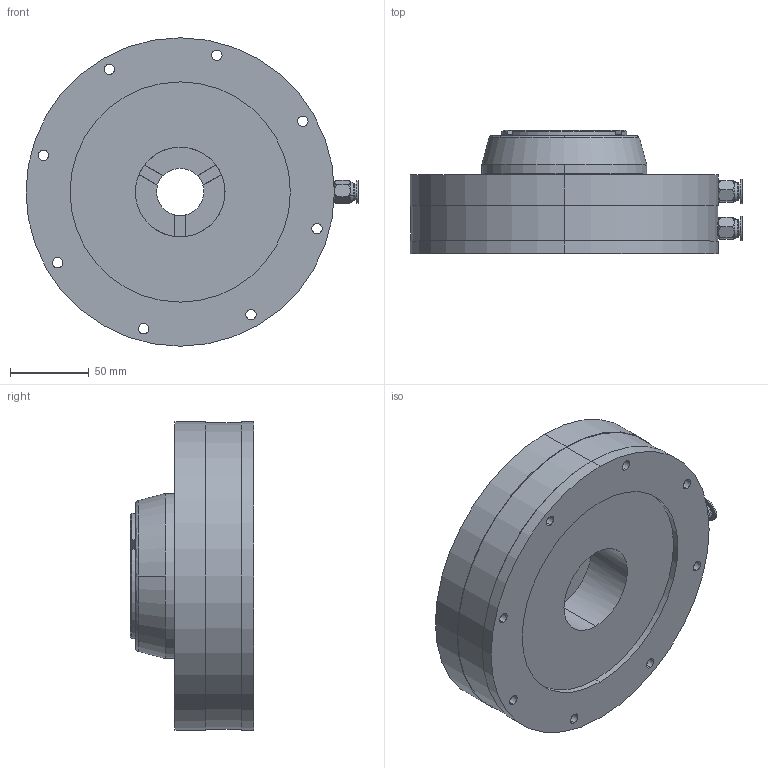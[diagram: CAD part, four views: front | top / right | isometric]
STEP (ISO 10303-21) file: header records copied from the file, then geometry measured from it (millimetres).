
FILE_DESCRIPTION (( 'STEP AP214' ), '1' );
FILE_NAME ('GCB-42R.STEP', '2023-08-26T03:27:51', ( '' ), ( '' ), 'SwSTEP 2.0', 'SolidWorks 2023', '' );
FILE_SCHEMA (( 'AUTOMOTIVE_DESIGN' ));
Length unit declared in the file: millimetre
Products named in the file (4): GCB-42R(1).STEP; GCB-42R; 气孔接头  .STEP; GCB-42R-(20230727).STEP
Assembly tree (4 placements, depth 3):
  GCB-42R
    GCB-42R(1).STEP
      GCB-42R-(20230727).STEP
      气孔接头  .STEP  x2
Bounding box: 211 x 78.5 x 196 mm (x, y, z)
Volume: 1530489 mm3; surface area: 126003.3 mm2
Topology: 3 solids, 3 shells, 668 faces, 1704 edges, 1104 vertices
Faces by surface type: plane 375, cylinder 155, bspline 95, torus 22, cone 21
Entity records: 27757 total; most frequent: CARTESIAN_POINT 9628, ORIENTED_EDGE 2658, DIRECTION 2289, EDGE_CURVE 1329, VERTEX_POINT 871, LINE 845, VECTOR 845, AXIS2_PLACEMENT_3D 722
